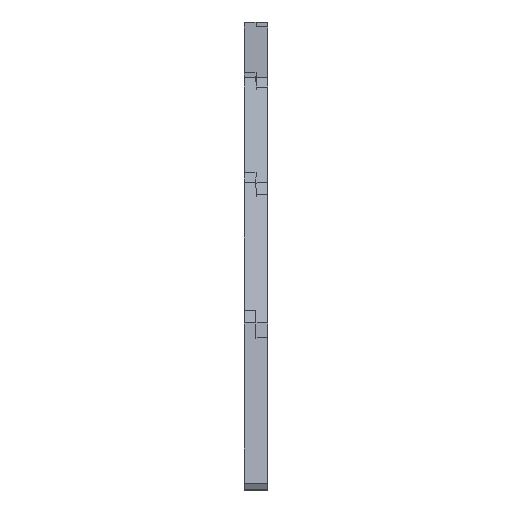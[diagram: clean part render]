
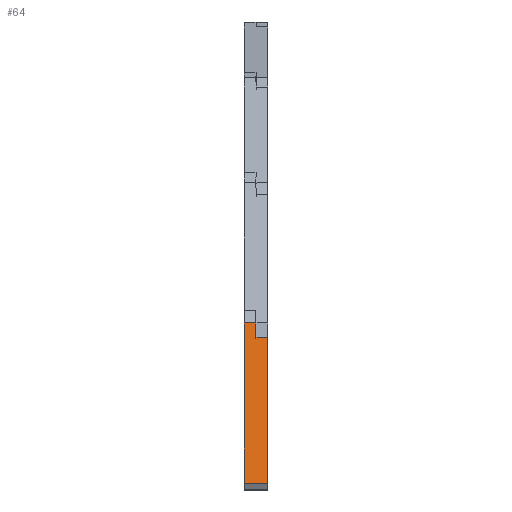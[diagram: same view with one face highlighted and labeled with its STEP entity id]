
A CAD part, left-side view. The second image highlights one B-rep face of the part: STEP entity #64.
In plain terms, the highlighted planar face has unit normal (-0.985, 0, 0.174).
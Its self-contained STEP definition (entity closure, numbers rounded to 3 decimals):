
#64=ADVANCED_FACE('',(#240),#2737,.T.);
#240=FACE_OUTER_BOUND('',#417,.T.);
#417=EDGE_LOOP('',(#652,#653,#654,#655,#656,#657,#658));
#652=ORIENTED_EDGE('',*,*,#1546,.T.);
#653=ORIENTED_EDGE('',*,*,#1547,.F.);
#654=ORIENTED_EDGE('',*,*,#1532,.F.);
#655=ORIENTED_EDGE('',*,*,#1533,.F.);
#656=ORIENTED_EDGE('',*,*,#1543,.F.);
#657=ORIENTED_EDGE('',*,*,#1535,.F.);
#658=ORIENTED_EDGE('',*,*,#1534,.T.);
#1532=EDGE_CURVE('',#2446,#2441,#2260,.T.);
#1533=EDGE_CURVE('',#2442,#2446,#2261,.T.);
#1534=EDGE_CURVE('',#2447,#2453,#2262,.T.);
#1535=EDGE_CURVE('',#2447,#2452,#2263,.T.);
#1543=EDGE_CURVE('',#2452,#2442,#2271,.T.);
#1546=EDGE_CURVE('',#2453,#2455,#1990,.T.);
#1547=EDGE_CURVE('',#2441,#2455,#2272,.T.);
#1990=(
BOUNDED_CURVE()
B_SPLINE_CURVE(1,(#3461,#3462),.UNSPECIFIED.,.F.,.F.)
B_SPLINE_CURVE_WITH_KNOTS((2,2),(0.,15.),.UNSPECIFIED.)
CURVE()
GEOMETRIC_REPRESENTATION_ITEM()
RATIONAL_B_SPLINE_CURVE((1.,1.))
REPRESENTATION_ITEM('')
);
#2260=B_SPLINE_CURVE_WITH_KNOTS('',1,(#3419,#3420),.UNSPECIFIED.,.F.,.F.,
(2,2),(-15.,0.),.UNSPECIFIED.);
#2261=B_SPLINE_CURVE_WITH_KNOTS('',1,(#3421,#3422),.UNSPECIFIED.,.F.,.F.,
(2,2),(-18.721,0.),.UNSPECIFIED.);
#2262=B_SPLINE_CURVE_WITH_KNOTS('',3,(#3423,#3424,#3425,#3426),
 .UNSPECIFIED.,.F.,.F.,(4,4),(0.,189.721),.UNSPECIFIED.);
#2263=B_SPLINE_CURVE_WITH_KNOTS('',1,(#3427,#3428),.UNSPECIFIED.,.F.,.F.,
(2,2),(-161.541,-121.156),.UNSPECIFIED.);
#2271=B_SPLINE_CURVE_WITH_KNOTS('',3,(#3447,#3448,#3449,#3450),
 .UNSPECIFIED.,.F.,.F.,(4,4),(0.,189.721),.UNSPECIFIED.);
#2272=B_SPLINE_CURVE_WITH_KNOTS('',1,(#3463,#3464),.UNSPECIFIED.,.F.,.F.,
(2,2),(0.,18.721),.UNSPECIFIED.);
#2441=VERTEX_POINT('',#3369);
#2442=VERTEX_POINT('',#3370);
#2446=VERTEX_POINT('',#3374);
#2447=VERTEX_POINT('',#3375);
#2452=VERTEX_POINT('',#3380);
#2453=VERTEX_POINT('',#3381);
#2455=VERTEX_POINT('',#3383);
#2737=PLANE('',#3004);
#3004=AXIS2_PLACEMENT_3D('',#3362,#3183,$);
#3183=DIRECTION('',(-0.985,0.,0.174));
#3362=CARTESIAN_POINT('',(-600.5,15.,0.));
#3369=CARTESIAN_POINT('',(-564.152,0.,205.248));
#3370=CARTESIAN_POINT('',(-567.417,15.,186.814));
#3374=CARTESIAN_POINT('',(-564.152,15.,205.248));
#3375=CARTESIAN_POINT('',(-600.5,-15.,0.));
#3380=CARTESIAN_POINT('',(-600.5,15.,0.));
#3381=CARTESIAN_POINT('',(-567.417,-15.,186.814));
#3383=CARTESIAN_POINT('',(-567.417,0.,186.814));
#3419=CARTESIAN_POINT('',(-564.152,15.,205.248));
#3420=CARTESIAN_POINT('',(-564.152,0.,205.248));
#3421=CARTESIAN_POINT('',(-567.417,15.,186.814));
#3422=CARTESIAN_POINT('',(-564.152,15.,205.248));
#3423=CARTESIAN_POINT('',(-600.5,-15.,0.));
#3424=CARTESIAN_POINT('',(-589.472,-15.,62.271));
#3425=CARTESIAN_POINT('',(-578.445,-15.,124.543));
#3426=CARTESIAN_POINT('',(-567.417,-15.,186.814));
#3427=CARTESIAN_POINT('',(-600.5,-15.,0.));
#3428=CARTESIAN_POINT('',(-600.5,15.,0.));
#3447=CARTESIAN_POINT('',(-600.5,15.,0.));
#3448=CARTESIAN_POINT('',(-589.472,15.,62.271));
#3449=CARTESIAN_POINT('',(-578.445,15.,124.543));
#3450=CARTESIAN_POINT('',(-567.417,15.,186.814));
#3461=CARTESIAN_POINT('',(-567.417,-15.,186.814));
#3462=CARTESIAN_POINT('',(-567.417,0.,186.814));
#3463=CARTESIAN_POINT('',(-564.152,0.,205.248));
#3464=CARTESIAN_POINT('',(-567.417,0.,186.814));
